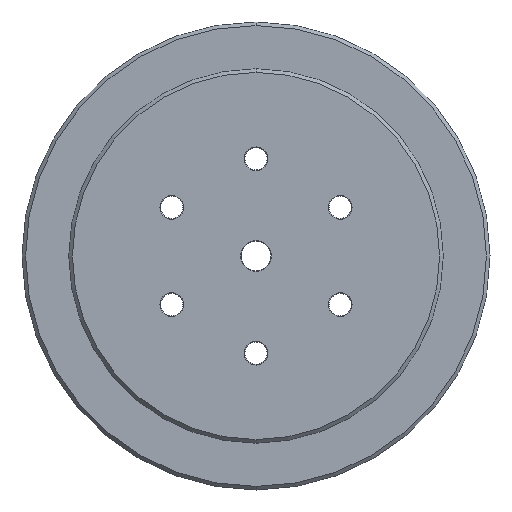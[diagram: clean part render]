
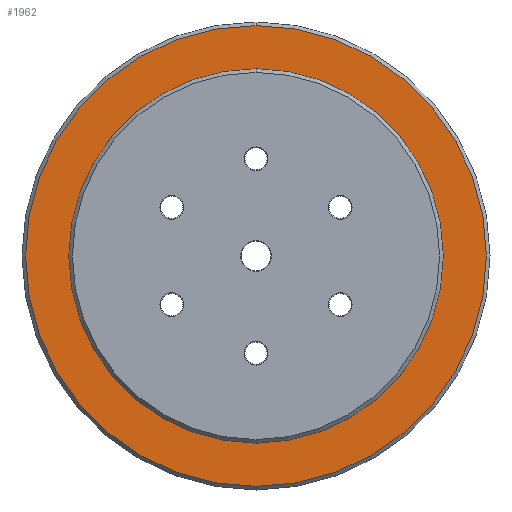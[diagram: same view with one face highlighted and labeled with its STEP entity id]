
A CAD part, front view. The second image highlights one B-rep face of the part: STEP entity #1962.
In plain terms, the highlighted planar face has unit normal (0, -1, 0).
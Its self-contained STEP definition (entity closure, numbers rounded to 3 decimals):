
#131 = ORIENTED_EDGE ( 'NONE', *, *, #2608, .F. ) ;
#249 = DIRECTION ( 'NONE',  ( 0., 1., 0. ) ) ;
#464 = EDGE_CURVE ( 'NONE', #3864, #2988, #980, .T. ) ;
#491 = EDGE_LOOP ( 'NONE', ( #2662, #3511 ) ) ;
#542 = AXIS2_PLACEMENT_3D ( 'NONE', #2339, #1661, #3018 ) ;
#733 = AXIS2_PLACEMENT_3D ( 'NONE', #827, #2121, #3411 ) ;
#742 = EDGE_LOOP ( 'NONE', ( #131, #3634 ) ) ;
#827 = CARTESIAN_POINT ( 'NONE',  ( 0., 0., 0. ) ) ;
#980 = CIRCLE ( 'NONE', #1712, 32. ) ;
#1162 = CARTESIAN_POINT ( 'NONE',  ( 0., 0., -26. ) ) ;
#1429 = CIRCLE ( 'NONE', #3460, 32. ) ;
#1551 = CARTESIAN_POINT ( 'NONE',  ( 0., 0., 0. ) ) ;
#1610 = DIRECTION ( 'NONE',  ( 0., -1., 0. ) ) ;
#1651 = DIRECTION ( 'NONE',  ( 0., -1., 0. ) ) ;
#1661 = DIRECTION ( 'NONE',  ( 0., -1., 0. ) ) ;
#1712 = AXIS2_PLACEMENT_3D ( 'NONE', #2328, #1651, #2999 ) ;
#1865 = DIRECTION ( 'NONE',  ( 0., 0., 1. ) ) ;
#1887 = EDGE_CURVE ( 'NONE', #2988, #3864, #1429, .T. ) ;
#1941 = CARTESIAN_POINT ( 'NONE',  ( 0., 0., -32. ) ) ;
#1962 = ADVANCED_FACE ( 'NONE', ( #3885, #2273 ), #3823, .F. ) ;
#2121 = DIRECTION ( 'NONE',  ( 0., -1., 0. ) ) ;
#2273 = FACE_OUTER_BOUND ( 'NONE', #491, .T. ) ;
#2328 = CARTESIAN_POINT ( 'NONE',  ( 0., 0., 0. ) ) ;
#2339 = CARTESIAN_POINT ( 'NONE',  ( 0., 0., 0. ) ) ;
#2608 = EDGE_CURVE ( 'NONE', #4045, #2914, #3032, .T. ) ;
#2651 = AXIS2_PLACEMENT_3D ( 'NONE', #3179, #249, #4179 ) ;
#2662 = ORIENTED_EDGE ( 'NONE', *, *, #464, .T. ) ;
#2763 = EDGE_CURVE ( 'NONE', #2914, #4045, #4184, .T. ) ;
#2791 = CARTESIAN_POINT ( 'NONE',  ( 0., 0., 26. ) ) ;
#2914 = VERTEX_POINT ( 'NONE', #1162 ) ;
#2988 = VERTEX_POINT ( 'NONE', #1941 ) ;
#2999 = DIRECTION ( 'NONE',  ( 0., 0., 1. ) ) ;
#3018 = DIRECTION ( 'NONE',  ( 0., 0., -1. ) ) ;
#3032 = CIRCLE ( 'NONE', #733, 26. ) ;
#3179 = CARTESIAN_POINT ( 'NONE',  ( 0., 0., 0. ) ) ;
#3411 = DIRECTION ( 'NONE',  ( 0., 0., -1. ) ) ;
#3460 = AXIS2_PLACEMENT_3D ( 'NONE', #1551, #1610, #1865 ) ;
#3511 = ORIENTED_EDGE ( 'NONE', *, *, #1887, .T. ) ;
#3634 = ORIENTED_EDGE ( 'NONE', *, *, #2763, .F. ) ;
#3823 = PLANE ( 'NONE',  #2651 ) ;
#3864 = VERTEX_POINT ( 'NONE', #3877 ) ;
#3877 = CARTESIAN_POINT ( 'NONE',  ( 0., 0., 32. ) ) ;
#3885 = FACE_BOUND ( 'NONE', #742, .T. ) ;
#4045 = VERTEX_POINT ( 'NONE', #2791 ) ;
#4179 = DIRECTION ( 'NONE',  ( 0., 0., 1. ) ) ;
#4184 = CIRCLE ( 'NONE', #542, 26. ) ;
